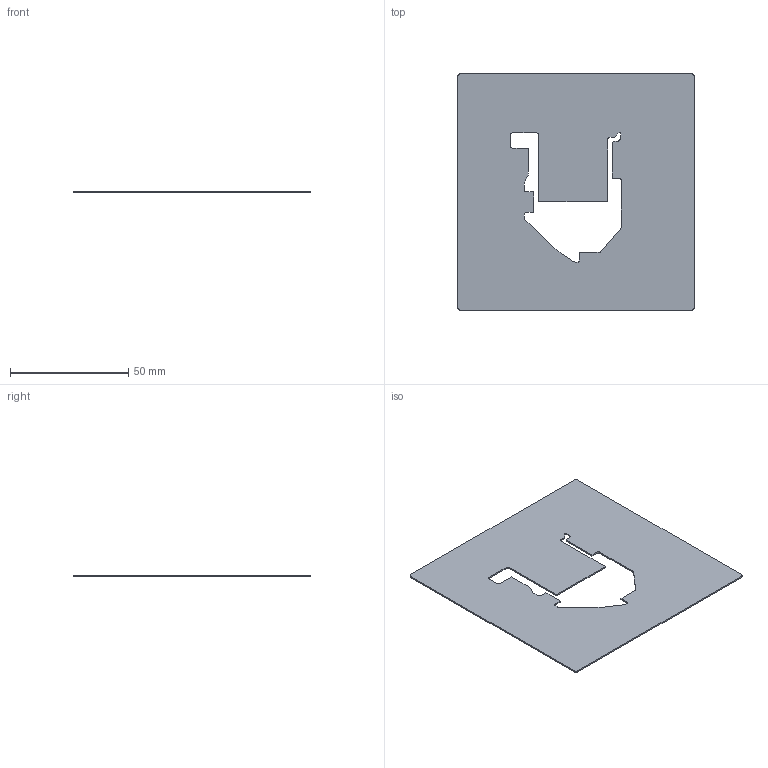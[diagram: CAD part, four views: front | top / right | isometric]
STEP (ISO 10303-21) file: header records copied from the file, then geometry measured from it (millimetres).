
FILE_DESCRIPTION(('KiCad electronic assembly'),'2;1');
FILE_NAME('jig1.step','2024-07-08T16:35:46',('Pcbnew'),('Kicad'), 'Open CASCADE STEP processor 7.7','KiCad to STEP converter','Unknown' );
FILE_SCHEMA(('AUTOMOTIVE_DESIGN { 1 0 10303 214 1 1 1 1 }'));
Length unit declared in the file: millimetre
Products named in the file (2): jig1 1; jig1_PCB
Assembly tree (1 placements, depth 2):
  jig1 1
    jig1_PCB
Bounding box: 100 x 100 x 0.6 mm (x, y, z)
Volume: 5394.3 mm3; surface area: 18373.5 mm2
Topology: 1 solids, 1 shells, 55 faces, 159 edges, 106 vertices
Faces by surface type: plane 34, cylinder 21
Entity records: 1856 total; most frequent: CARTESIAN_POINT 322, ORIENTED_EDGE 318, DIRECTION 315, EDGE_CURVE 159, LINE 117, VECTOR 117, VERTEX_POINT 106, AXIS2_PLACEMENT_3D 99
